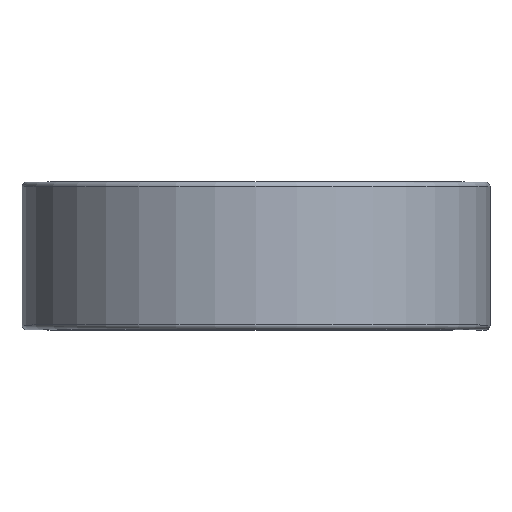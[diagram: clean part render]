
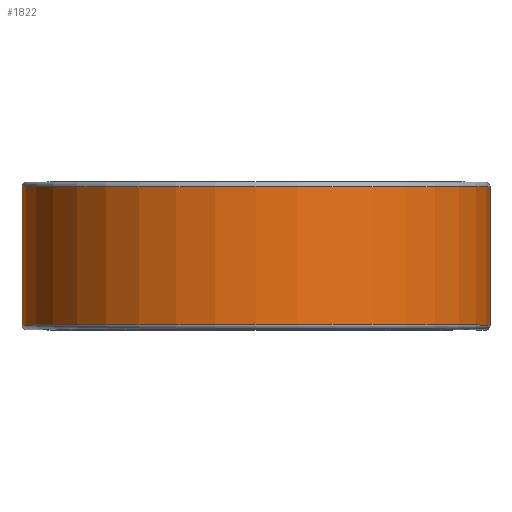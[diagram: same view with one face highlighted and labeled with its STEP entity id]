
A CAD part, top view. The second image highlights one B-rep face of the part: STEP entity #1822.
In plain terms, the highlighted cylindrical face has radius 37.732 mm (diameter 75.463 mm), a partial arc.
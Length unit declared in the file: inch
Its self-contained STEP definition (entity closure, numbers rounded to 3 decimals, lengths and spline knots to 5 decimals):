
#44 = DIRECTION ( 'NONE',  ( 0., 1., 0. ) ) ;
#79 = CARTESIAN_POINT ( 'NONE',  ( 1.4855, 0.43875, 0. ) ) ;
#198 = VERTEX_POINT ( 'NONE', #2401 ) ;
#199 = DIRECTION ( 'NONE',  ( 0., 0., -1. ) ) ;
#391 = AXIS2_PLACEMENT_3D ( 'NONE', #2468, #1359, #199 ) ;
#427 = ORIENTED_EDGE ( 'NONE', *, *, #1949, .F. ) ;
#462 = AXIS2_PLACEMENT_3D ( 'NONE', #651, #1912, #856 ) ;
#477 = CIRCLE ( 'NONE', #462, 1.4855 ) ;
#559 = VERTEX_POINT ( 'NONE', #1854 ) ;
#622 = ORIENTED_EDGE ( 'NONE', *, *, #1595, .T. ) ;
#651 = CARTESIAN_POINT ( 'NONE',  ( 0., -0.43875, 0. ) ) ;
#791 = EDGE_CURVE ( 'NONE', #2257, #559, #1588, .T. ) ;
#856 = DIRECTION ( 'NONE',  ( 0., 0., -1. ) ) ;
#872 = CARTESIAN_POINT ( 'NONE',  ( 0., -0.43875, -1.4855 ) ) ;
#937 = EDGE_LOOP ( 'NONE', ( #1209, #622, #427, #1761 ) ) ;
#1088 = DIRECTION ( 'NONE',  ( 0., 0., -1. ) ) ;
#1209 = ORIENTED_EDGE ( 'NONE', *, *, #791, .T. ) ;
#1359 = DIRECTION ( 'NONE',  ( 0., -1., 0. ) ) ;
#1454 = CARTESIAN_POINT ( 'NONE',  ( 0., 0.4375, 0. ) ) ;
#1566 = AXIS2_PLACEMENT_3D ( 'NONE', #1454, #1630, #1088 ) ;
#1588 = LINE ( 'NONE', #79, #1789 ) ;
#1595 = EDGE_CURVE ( 'NONE', #559, #198, #1652, .T. ) ;
#1630 = DIRECTION ( 'NONE',  ( 0., -1., 0. ) ) ;
#1652 = CIRCLE ( 'NONE', #391, 1.4855 ) ;
#1761 = ORIENTED_EDGE ( 'NONE', *, *, #2074, .F. ) ;
#1769 = VECTOR ( 'NONE', #2008, 39.37008 ) ;
#1789 = VECTOR ( 'NONE', #44, 39.37008 ) ;
#1819 = CARTESIAN_POINT ( 'NONE',  ( 0., 0.43875, -1.4855 ) ) ;
#1822 = ADVANCED_FACE ( 'NONE', ( #2001 ), #2156, .T. ) ;
#1837 = LINE ( 'NONE', #1819, #1769 ) ;
#1854 = CARTESIAN_POINT ( 'NONE',  ( 1.4855, 0.43875, 0. ) ) ;
#1912 = DIRECTION ( 'NONE',  ( 0., -1., 0. ) ) ;
#1949 = EDGE_CURVE ( 'NONE', #2442, #198, #1837, .T. ) ;
#2001 = FACE_OUTER_BOUND ( 'NONE', #937, .T. ) ;
#2008 = DIRECTION ( 'NONE',  ( 0., 1., 0. ) ) ;
#2059 = CARTESIAN_POINT ( 'NONE',  ( 1.4855, -0.43875, 0. ) ) ;
#2074 = EDGE_CURVE ( 'NONE', #2257, #2442, #477, .T. ) ;
#2156 = CYLINDRICAL_SURFACE ( 'NONE', #1566, 1.4855 ) ;
#2257 = VERTEX_POINT ( 'NONE', #2059 ) ;
#2401 = CARTESIAN_POINT ( 'NONE',  ( 0., 0.43875, -1.4855 ) ) ;
#2442 = VERTEX_POINT ( 'NONE', #872 ) ;
#2468 = CARTESIAN_POINT ( 'NONE',  ( 0., 0.43875, 0. ) ) ;
